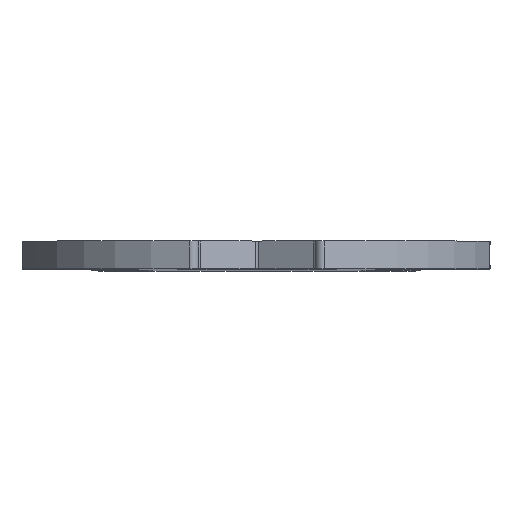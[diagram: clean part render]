
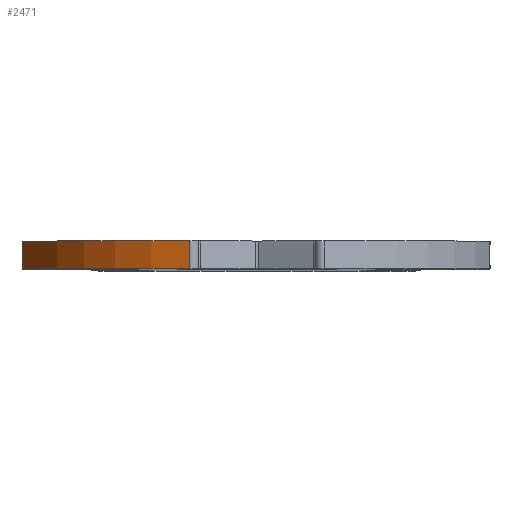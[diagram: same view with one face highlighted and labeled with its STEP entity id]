
A CAD part, top view. The second image highlights one B-rep face of the part: STEP entity #2471.
In plain terms, the highlighted cylindrical face has radius 35 mm (diameter 70 mm), a partial arc.
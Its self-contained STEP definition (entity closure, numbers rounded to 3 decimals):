
#55=CARTESIAN_POINT('',(0.,-2.,81.623));
#56=DIRECTION('',(0.,1.,0.));
#57=DIRECTION('',(-0.965,0.,0.262));
#58=AXIS2_PLACEMENT_3D('',#55,#56,#57);
#426=CARTESIAN_POINT('',(0.,2.,81.623));
#427=DIRECTION('',(0.,1.,0.));
#428=DIRECTION('',(-0.965,0.,0.262));
#429=AXIS2_PLACEMENT_3D('',#426,#427,#428);
#776=DIRECTION('',(0.,-1.,0.));
#777=VECTOR('',#776,4.);
#778=CARTESIAN_POINT('',(-33.78,2.,90.783));
#779=LINE('',#778,#777);
#780=DIRECTION('',(0.,1.,0.));
#781=VECTOR('',#780,4.);
#782=CARTESIAN_POINT('',(-9.677,-2.,115.258));
#783=LINE('',#782,#781);
#1310=CARTESIAN_POINT('',(-9.677,2.,115.258));
#1312=VERTEX_POINT('',#1310);
#1316=CARTESIAN_POINT('',(-9.677,-2.,115.258));
#1317=VERTEX_POINT('',#1316);
#1334=CARTESIAN_POINT('',(-33.78,-2.,90.783));
#1336=VERTEX_POINT('',#1334);
#1340=CARTESIAN_POINT('',(-33.78,2.,90.783));
#1341=VERTEX_POINT('',#1340);
#2458=CARTESIAN_POINT('',(0.,-2.,81.623));
#2459=DIRECTION('',(0.,1.,0.));
#2460=DIRECTION('',(1.,0.,0.));
#2461=AXIS2_PLACEMENT_3D('',#2458,#2459,#2460);
#2462=CYLINDRICAL_SURFACE('',#2461,35.);
#2464=ORIENTED_EDGE('',*,*,#2463,.F.);
#2465=ORIENTED_EDGE('',*,*,#1914,.T.);
#2467=ORIENTED_EDGE('',*,*,#2466,.F.);
#2468=ORIENTED_EDGE('',*,*,#1623,.F.);
#2469=EDGE_LOOP('',(#2464,#2465,#2467,#2468));
#2470=FACE_OUTER_BOUND('',#2469,.F.);
#2471=ADVANCED_FACE('',(#2470),#2462,.T.);
#59=CIRCLE('',#58,35.);
#430=CIRCLE('',#429,35.);
#1623=EDGE_CURVE('',#1336,#1317,#59,.T.);
#1914=EDGE_CURVE('',#1341,#1312,#430,.T.);
#2463=EDGE_CURVE('',#1341,#1336,#779,.T.);
#2466=EDGE_CURVE('',#1317,#1312,#783,.T.);
